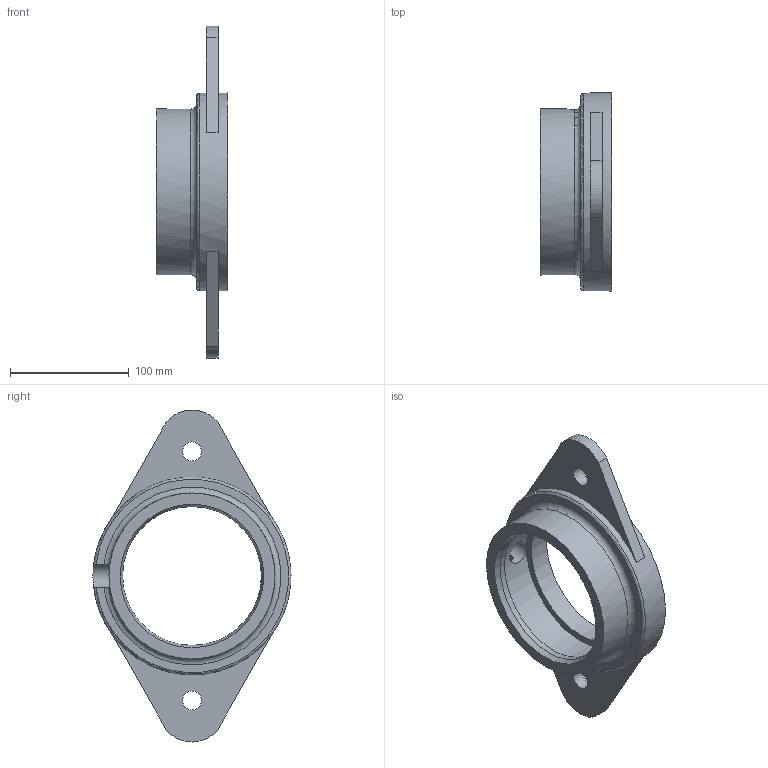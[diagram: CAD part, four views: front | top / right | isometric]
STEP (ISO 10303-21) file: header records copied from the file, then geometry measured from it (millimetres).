
FILE_DESCRIPTION(('STEP AP242'), '1');
FILE_NAME('49. Ãðóíäáóêñà ñàëüíèêà ñî ñòîðîíû âñàñûâàíèÿ', '', ('UNSPECIFIED'), ('UNSPECIFIED'), 'C3D Converter', 'C3D Toolkit', '');
FILE_SCHEMA(('AP242_MANAGED_MODEL_BASED_3D_ENGINEERING_MIM_LF { 1 0 10303 442 1 1 4 }'));
Length unit declared in the file: millimetre
Bounding box: 60 x 167 x 279.95 mm (x, y, z)
Volume: 450934.2 mm3; surface area: 95421.9 mm2
Topology: 1 solids, 1 shells, 26 faces, 65 edges, 43 vertices
Faces by surface type: plane 13, cylinder 10, torus 2, cone 1
Full cylindrical faces by diameter (mm): 16 x2, 20 x1, 117 x2, 129 x1, 140 x1, 167 x1
Entity records: 1703 total; most frequent: CARTESIAN_POINT 852, DIRECTION 122, ORIENTED_EDGE 110, EDGE_CURVE 55, AXIS2_PLACEMENT_3D 52, EDGE_LOOP 46, VERTEX_POINT 43, FACE_BOUND 32
